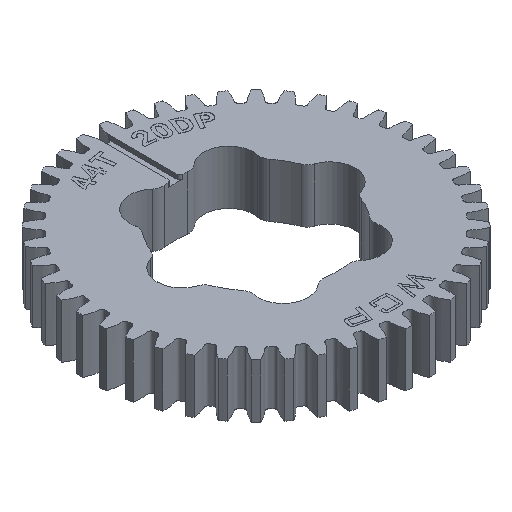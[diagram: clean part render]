
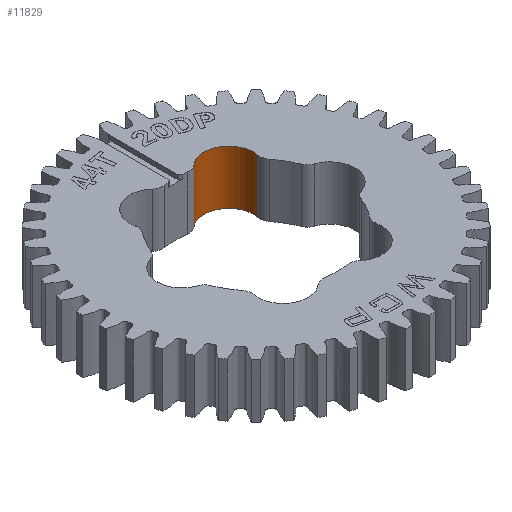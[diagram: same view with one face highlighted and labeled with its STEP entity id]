
A CAD part, isometric view. The second image highlights one B-rep face of the part: STEP entity #11829.
In plain terms, the highlighted cylindrical face has radius 4.366 mm (diameter 8.731 mm), a partial arc.
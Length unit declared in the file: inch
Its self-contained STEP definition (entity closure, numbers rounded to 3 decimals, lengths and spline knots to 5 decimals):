
#583 = DIRECTION ( 'NONE',  ( 0., 0., -1. ) ) ;
#636 = CARTESIAN_POINT ( 'NONE',  ( 0.42635, 0.41286, 0.1875 ) ) ;
#854 = CARTESIAN_POINT ( 'NONE',  ( 0.14437, 0.57566, 0.1875 ) ) ;
#1665 = ORIENTED_EDGE ( 'NONE', *, *, #10915, .T. ) ;
#1754 = ORIENTED_EDGE ( 'NONE', *, *, #23645, .T. ) ;
#4077 = AXIS2_PLACEMENT_3D ( 'NONE', #6171, #10059, #8053 ) ;
#4491 = DIRECTION ( 'NONE',  ( -1., 0., 0. ) ) ;
#4811 = DIRECTION ( 'NONE',  ( -1., 0., 0. ) ) ;
#5108 = ORIENTED_EDGE ( 'NONE', *, *, #9913, .T. ) ;
#5492 = EDGE_LOOP ( 'NONE', ( #1754, #5108, #22432, #1665 ) ) ;
#6171 = CARTESIAN_POINT ( 'NONE',  ( 0.25781, 0.44654, -0.1875 ) ) ;
#8053 = DIRECTION ( 'NONE',  ( 1., 0., 0. ) ) ;
#8099 = CIRCLE ( 'NONE', #16122, 0.17188 ) ;
#8325 = VECTOR ( 'NONE', #583, 39.37008 ) ;
#8364 = LINE ( 'NONE', #23930, #8325 ) ;
#9664 = VERTEX_POINT ( 'NONE', #9791 ) ;
#9682 = CIRCLE ( 'NONE', #4077, 0.17188 ) ;
#9791 = CARTESIAN_POINT ( 'NONE',  ( 0.42635, 0.41286, -0.1875 ) ) ;
#9913 = EDGE_CURVE ( 'NONE', #22522, #9664, #9682, .T. ) ;
#10059 = DIRECTION ( 'NONE',  ( 0., 0., -1. ) ) ;
#10235 = VERTEX_POINT ( 'NONE', #854 ) ;
#10915 = EDGE_CURVE ( 'NONE', #11999, #10235, #8099, .T. ) ;
#11829 = ADVANCED_FACE ( 'NONE', ( #18253 ), #18502, .F. ) ;
#11999 = VERTEX_POINT ( 'NONE', #636 ) ;
#12219 = CARTESIAN_POINT ( 'NONE',  ( 0.25781, 0.44654, 0.25 ) ) ;
#14030 = DIRECTION ( 'NONE',  ( 0., 0., 1. ) ) ;
#15315 = AXIS2_PLACEMENT_3D ( 'NONE', #12219, #19872, #4811 ) ;
#15919 = CARTESIAN_POINT ( 'NONE',  ( 0.25781, 0.44654, 0.1875 ) ) ;
#16122 = AXIS2_PLACEMENT_3D ( 'NONE', #15919, #14030, #4491 ) ;
#16510 = LINE ( 'NONE', #16634, #16873 ) ;
#16634 = CARTESIAN_POINT ( 'NONE',  ( 0.14437, 0.57566, 0.25 ) ) ;
#16873 = VECTOR ( 'NONE', #18629, 39.37008 ) ;
#18253 = FACE_OUTER_BOUND ( 'NONE', #5492, .T. ) ;
#18502 = CYLINDRICAL_SURFACE ( 'NONE', #15315, 0.17188 ) ;
#18629 = DIRECTION ( 'NONE',  ( 0., 0., -1. ) ) ;
#19872 = DIRECTION ( 'NONE',  ( 0., 0., -1. ) ) ;
#22432 = ORIENTED_EDGE ( 'NONE', *, *, #22950, .F. ) ;
#22522 = VERTEX_POINT ( 'NONE', #22882 ) ;
#22882 = CARTESIAN_POINT ( 'NONE',  ( 0.14437, 0.57566, -0.1875 ) ) ;
#22950 = EDGE_CURVE ( 'NONE', #11999, #9664, #8364, .T. ) ;
#23645 = EDGE_CURVE ( 'NONE', #10235, #22522, #16510, .T. ) ;
#23930 = CARTESIAN_POINT ( 'NONE',  ( 0.42635, 0.41286, 0.25 ) ) ;
